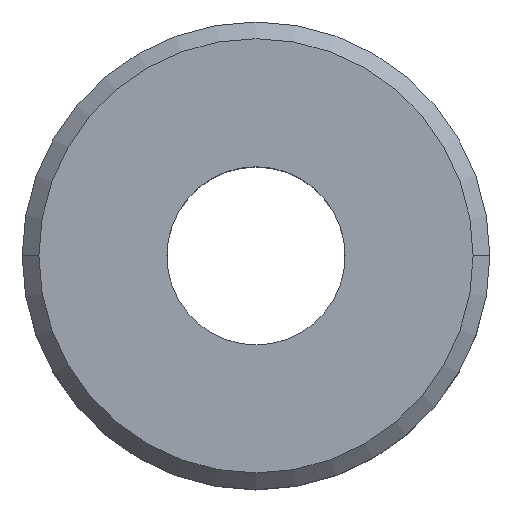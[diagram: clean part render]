
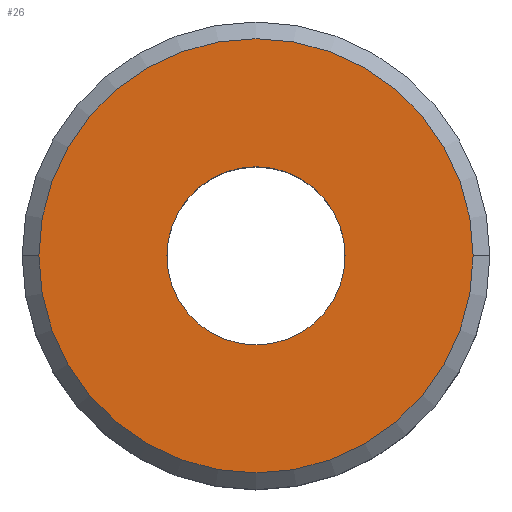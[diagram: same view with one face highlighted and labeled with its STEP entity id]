
A CAD part, top view. The second image highlights one B-rep face of the part: STEP entity #26.
In plain terms, the highlighted planar face has unit normal (0, 0, 1).
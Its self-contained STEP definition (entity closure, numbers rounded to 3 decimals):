
#4 = ORIENTED_EDGE ( 'NONE', *, *, #189, .T. ) ;
#15 = CARTESIAN_POINT ( 'NONE',  ( -19.5, 0., 10. ) ) ;
#26 = ADVANCED_FACE ( 'NONE', ( #52, #124 ), #260, .F. ) ;
#36 = EDGE_LOOP ( 'NONE', ( #80, #209 ) ) ;
#48 = DIRECTION ( 'NONE',  ( 0., 0., 1. ) ) ;
#50 = DIRECTION ( 'NONE',  ( 0., 0., 1. ) ) ;
#52 = FACE_BOUND ( 'NONE', #36, .T. ) ;
#63 = DIRECTION ( 'NONE',  ( 1., 0., 0. ) ) ;
#65 = VERTEX_POINT ( 'NONE', #15 ) ;
#70 = CARTESIAN_POINT ( 'NONE',  ( 0., 0., 10. ) ) ;
#75 = VERTEX_POINT ( 'NONE', #182 ) ;
#76 = DIRECTION ( 'NONE',  ( 1., 0., 0. ) ) ;
#80 = ORIENTED_EDGE ( 'NONE', *, *, #143, .F. ) ;
#83 = AXIS2_PLACEMENT_3D ( 'NONE', #160, #50, #76 ) ;
#88 = CARTESIAN_POINT ( 'NONE',  ( 19.5, 0., 10. ) ) ;
#91 = EDGE_CURVE ( 'NONE', #75, #151, #103, .T. ) ;
#93 = CARTESIAN_POINT ( 'NONE',  ( 0., 0., 10. ) ) ;
#103 = CIRCLE ( 'NONE', #310, 8. ) ;
#124 = FACE_OUTER_BOUND ( 'NONE', #193, .T. ) ;
#127 = DIRECTION ( 'NONE',  ( -1., 0., 0. ) ) ;
#133 = CIRCLE ( 'NONE', #83, 8. ) ;
#143 = EDGE_CURVE ( 'NONE', #151, #75, #133, .T. ) ;
#151 = VERTEX_POINT ( 'NONE', #163 ) ;
#160 = CARTESIAN_POINT ( 'NONE',  ( 0., 0., 10. ) ) ;
#163 = CARTESIAN_POINT ( 'NONE',  ( 8., 0., 10. ) ) ;
#166 = ORIENTED_EDGE ( 'NONE', *, *, #259, .T. ) ;
#182 = CARTESIAN_POINT ( 'NONE',  ( -8., 0., 10. ) ) ;
#189 = EDGE_CURVE ( 'NONE', #333, #65, #281, .T. ) ;
#193 = EDGE_LOOP ( 'NONE', ( #166, #4 ) ) ;
#200 = DIRECTION ( 'NONE',  ( 0., 0., -1. ) ) ;
#201 = CARTESIAN_POINT ( 'NONE',  ( 0., 0., 10. ) ) ;
#203 = DIRECTION ( 'NONE',  ( 0., 0., 1. ) ) ;
#209 = ORIENTED_EDGE ( 'NONE', *, *, #91, .F. ) ;
#226 = AXIS2_PLACEMENT_3D ( 'NONE', #201, #235, #63 ) ;
#235 = DIRECTION ( 'NONE',  ( 0., 0., 1. ) ) ;
#240 = AXIS2_PLACEMENT_3D ( 'NONE', #313, #200, #127 ) ;
#244 = DIRECTION ( 'NONE',  ( 1., 0., 0. ) ) ;
#259 = EDGE_CURVE ( 'NONE', #65, #333, #322, .T. ) ;
#260 = PLANE ( 'NONE',  #240 ) ;
#281 = CIRCLE ( 'NONE', #226, 19.5 ) ;
#310 = AXIS2_PLACEMENT_3D ( 'NONE', #70, #48, #244 ) ;
#313 = CARTESIAN_POINT ( 'NONE',  ( 0., 8., 10. ) ) ;
#314 = AXIS2_PLACEMENT_3D ( 'NONE', #93, #203, #325 ) ;
#322 = CIRCLE ( 'NONE', #314, 19.5 ) ;
#325 = DIRECTION ( 'NONE',  ( 1., 0., 0. ) ) ;
#333 = VERTEX_POINT ( 'NONE', #88 ) ;
